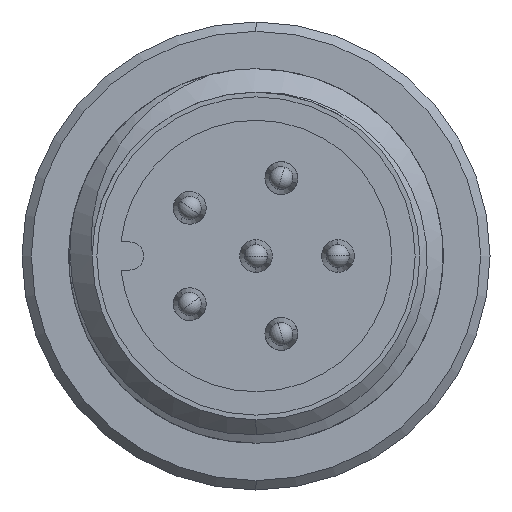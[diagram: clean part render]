
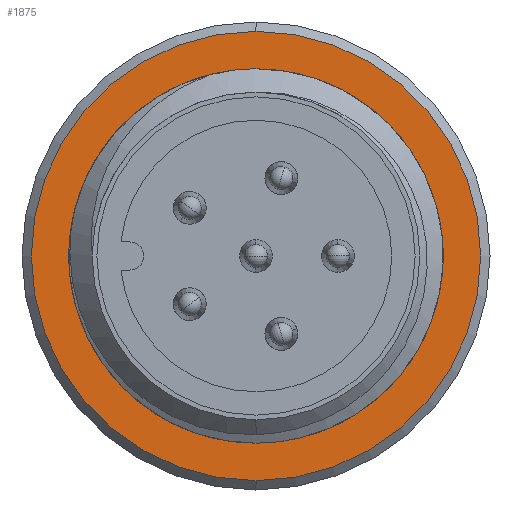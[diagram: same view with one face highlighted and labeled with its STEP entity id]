
A CAD part, left-side view. The second image highlights one B-rep face of the part: STEP entity #1875.
In plain terms, the highlighted planar face has unit normal (-1, 0, 0).
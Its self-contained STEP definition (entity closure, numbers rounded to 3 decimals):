
#3 = EDGE_LOOP ( 'NONE', ( #177, #346 ) ) ;
#177 = ORIENTED_EDGE ( 'NONE', *, *, #5243, .F. ) ;
#189 = ORIENTED_EDGE ( 'NONE', *, *, #2663, .T. ) ;
#346 = ORIENTED_EDGE ( 'NONE', *, *, #1112, .F. ) ;
#421 = VERTEX_POINT ( 'NONE', #3455 ) ;
#539 = EDGE_LOOP ( 'NONE', ( #189, #1168 ) ) ;
#624 = AXIS2_PLACEMENT_3D ( 'NONE', #4467, #2447, #757 ) ;
#757 = DIRECTION ( 'NONE',  ( 0., 0., -1. ) ) ;
#837 = CIRCLE ( 'NONE', #3561, 3.5 ) ;
#846 = DIRECTION ( 'NONE',  ( -1., 0., 0. ) ) ;
#949 = VERTEX_POINT ( 'NONE', #2767 ) ;
#1034 = VERTEX_POINT ( 'NONE', #3199 ) ;
#1112 = EDGE_CURVE ( 'NONE', #949, #4462, #4252, .T. ) ;
#1151 = AXIS2_PLACEMENT_3D ( 'NONE', #3008, #1303, #4672 ) ;
#1168 = ORIENTED_EDGE ( 'NONE', *, *, #3422, .T. ) ;
#1303 = DIRECTION ( 'NONE',  ( -1., 0., 0. ) ) ;
#1602 = DIRECTION ( 'NONE',  ( -1., 0., 0. ) ) ;
#1647 = DIRECTION ( 'NONE',  ( 0., 0., 1. ) ) ;
#1875 = ADVANCED_FACE ( 'NONE', ( #2806, #4923 ), #3654, .F. ) ;
#2065 = CARTESIAN_POINT ( 'NONE',  ( 5., 0., 0. ) ) ;
#2068 = CIRCLE ( 'NONE', #5157, 4.8 ) ;
#2121 = DIRECTION ( 'NONE',  ( 0., 0., -1. ) ) ;
#2407 = DIRECTION ( 'NONE',  ( -1., 0., 0. ) ) ;
#2447 = DIRECTION ( 'NONE',  ( 1., 0., 0. ) ) ;
#2663 = EDGE_CURVE ( 'NONE', #421, #1034, #5279, .T. ) ;
#2767 = CARTESIAN_POINT ( 'NONE',  ( 5., 0., -3.5 ) ) ;
#2806 = FACE_OUTER_BOUND ( 'NONE', #539, .T. ) ;
#3008 = CARTESIAN_POINT ( 'NONE',  ( 5., 0., 0. ) ) ;
#3161 = CARTESIAN_POINT ( 'NONE',  ( 5., 0., 0. ) ) ;
#3199 = CARTESIAN_POINT ( 'NONE',  ( 5., 0., 4.8 ) ) ;
#3269 = DIRECTION ( 'NONE',  ( 0., 0., -1. ) ) ;
#3422 = EDGE_CURVE ( 'NONE', #1034, #421, #2068, .T. ) ;
#3455 = CARTESIAN_POINT ( 'NONE',  ( 5., 0., -4.8 ) ) ;
#3561 = AXIS2_PLACEMENT_3D ( 'NONE', #2065, #2407, #1647 ) ;
#3646 = CARTESIAN_POINT ( 'NONE',  ( 5., 0., 0. ) ) ;
#3654 = PLANE ( 'NONE',  #624 ) ;
#4252 = CIRCLE ( 'NONE', #1151, 3.5 ) ;
#4462 = VERTEX_POINT ( 'NONE', #4619 ) ;
#4467 = CARTESIAN_POINT ( 'NONE',  ( 5., 3.5, 0. ) ) ;
#4619 = CARTESIAN_POINT ( 'NONE',  ( 5., 0., 3.5 ) ) ;
#4672 = DIRECTION ( 'NONE',  ( 0., 0., 1. ) ) ;
#4923 = FACE_BOUND ( 'NONE', #3, .T. ) ;
#5157 = AXIS2_PLACEMENT_3D ( 'NONE', #3161, #846, #3269 ) ;
#5189 = AXIS2_PLACEMENT_3D ( 'NONE', #3646, #1602, #2121 ) ;
#5243 = EDGE_CURVE ( 'NONE', #4462, #949, #837, .T. ) ;
#5279 = CIRCLE ( 'NONE', #5189, 4.8 ) ;
